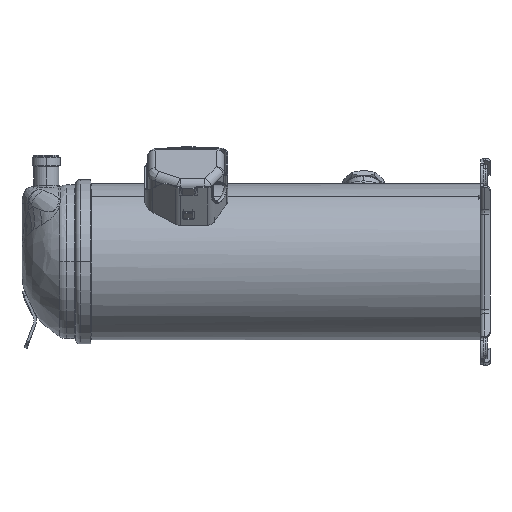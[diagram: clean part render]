
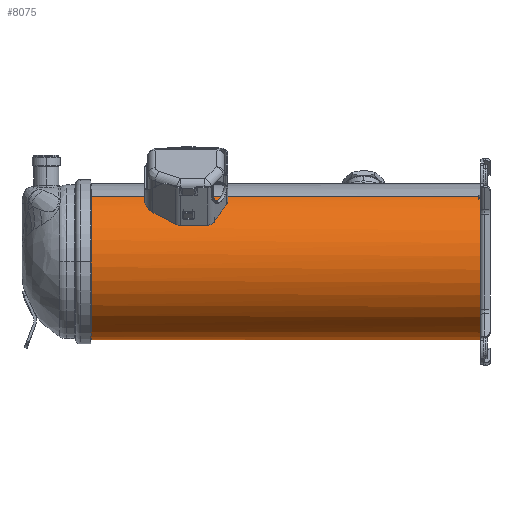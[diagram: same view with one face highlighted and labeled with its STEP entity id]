
A CAD part, left-side view. The second image highlights one B-rep face of the part: STEP entity #8075.
In plain terms, the highlighted cylindrical face has radius 87.48 mm (diameter 174.96 mm), a partial arc.
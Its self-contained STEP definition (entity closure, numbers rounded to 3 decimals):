
#6462=CARTESIAN_POINT('',(0.,0.,0.));
#6463=DIRECTION('',(0.,1.,0.));
#6464=DIRECTION('',(1.,0.,0.));
#6465=AXIS2_PLACEMENT_3D('',#6462,#6463,#6464);
#6495=CARTESIAN_POINT('',(0.,436.1,0.));
#6496=DIRECTION('',(0.,1.,0.));
#6497=DIRECTION('',(1.,0.,0.));
#6498=AXIS2_PLACEMENT_3D('',#6495,#6496,#6497);
#6500=CARTESIAN_POINT('',(-87.48,368.251,
0.));
#6501=CARTESIAN_POINT('',(-87.48,368.252,
-1.46));
#6502=CARTESIAN_POINT('',(-87.409,368.216,
-4.556));
#6503=CARTESIAN_POINT('',(-86.98,367.737,
-9.88));
#6504=CARTESIAN_POINT('',(-86.173,366.217,
-15.372));
#6505=CARTESIAN_POINT('',(-85.175,363.669,
-20.115));
#6506=CARTESIAN_POINT('',(-84.122,360.22,
-24.105));
#6507=CARTESIAN_POINT('',(-83.114,355.831,
-27.345));
#6508=CARTESIAN_POINT('',(-82.312,350.687,
-29.641));
#6509=CARTESIAN_POINT('',(-81.848,344.995,
-30.883));
#6510=CARTESIAN_POINT('',(-81.808,339.114,
-30.987));
#6511=CARTESIAN_POINT('',(-82.198,333.367,
-29.952));
#6512=CARTESIAN_POINT('',(-82.947,328.102,
-27.839));
#6513=CARTESIAN_POINT('',(-83.926,323.569,
-24.772));
#6514=CARTESIAN_POINT('',(-84.985,319.931,
-20.893));
#6515=CARTESIAN_POINT('',(-85.991,317.239,
-16.338));
#6516=CARTESIAN_POINT('',(-86.87,315.463,
-10.868));
#6517=CARTESIAN_POINT('',(-87.4,314.82,
-4.948));
#6518=CARTESIAN_POINT('',(-87.48,314.787,
-1.597));
#6519=CARTESIAN_POINT('',(-87.48,314.789,
0.));
#6521=CARTESIAN_POINT('',(0.,2.,0.));
#6522=DIRECTION('',(0.,1.,0.));
#6523=DIRECTION('',(-0.999,0.,-0.046));
#6524=AXIS2_PLACEMENT_3D('',#6521,#6522,#6523);
#6526=DIRECTION('',(0.,1.,0.));
#6527=VECTOR('',#6526,2.);
#6528=CARTESIAN_POINT('',(-87.389,0.,-4.));
#6529=LINE('',#6528,#6527);
#6530=DIRECTION('',(0.,1.,0.));
#6531=VECTOR('',#6530,436.1);
#6532=CARTESIAN_POINT('',(87.48,0.,0.));
#6533=LINE('',#6532,#6531);
#7132=DIRECTION('',(0.,1.,0.));
#7133=VECTOR('',#7132,312.789);
#7134=CARTESIAN_POINT('',(-87.48,2.,0.));
#7135=LINE('',#7134,#7133);
#7136=CARTESIAN_POINT('',(-87.48,314.789,
0.));
#7155=CARTESIAN_POINT('',(-87.48,368.251,
0.));
#7157=DIRECTION('',(0.,1.,0.));
#7158=VECTOR('',#7157,67.849);
#7159=CARTESIAN_POINT('',(-87.48,368.251,
0.));
#7160=LINE('',#7159,#7158);
#7885=VERTEX_POINT('',#7136);
#7886=VERTEX_POINT('',#7155);
#7941=CARTESIAN_POINT('',(87.48,436.1,0.));
#7942=CARTESIAN_POINT('',(-87.48,436.1,0.));
#7943=VERTEX_POINT('',#7941);
#7944=VERTEX_POINT('',#7942);
#7953=CARTESIAN_POINT('',(87.48,0.,0.));
#7954=VERTEX_POINT('',#7953);
#7959=CARTESIAN_POINT('',(-87.48,2.,0.));
#7960=VERTEX_POINT('',#7959);
#7963=CARTESIAN_POINT('',(-87.389,0.,-4.));
#7964=CARTESIAN_POINT('',(-87.389,2.,-4.));
#7965=VERTEX_POINT('',#7963);
#7966=VERTEX_POINT('',#7964);
#8054=CARTESIAN_POINT('',(0.,0.,0.));
#8055=DIRECTION('',(0.,1.,0.));
#8056=DIRECTION('',(1.,0.,0.));
#8057=AXIS2_PLACEMENT_3D('',#8054,#8055,#8056);
#8058=CYLINDRICAL_SURFACE('',#8057,87.48);
#8060=ORIENTED_EDGE('',*,*,#8059,.T.);
#8062=ORIENTED_EDGE('',*,*,#8061,.F.);
#8064=ORIENTED_EDGE('',*,*,#8063,.T.);
#8066=ORIENTED_EDGE('',*,*,#8065,.F.);
#8068=ORIENTED_EDGE('',*,*,#8067,.F.);
#8069=ORIENTED_EDGE('',*,*,#8047,.F.);
#8070=ORIENTED_EDGE('',*,*,#8010,.F.);
#8072=ORIENTED_EDGE('',*,*,#8071,.T.);
#8073=EDGE_LOOP('',(#8060,#8062,#8064,#8066,#8068,#8069,#8070,#8072));
#8074=FACE_OUTER_BOUND('',#8073,.F.);
#8075=ADVANCED_FACE('',(#8074),#8058,.T.);
#6466=CIRCLE('',#6465,87.48);
#6499=CIRCLE('',#6498,87.48);
#6520=B_SPLINE_CURVE_WITH_KNOTS('',3,(#6500,#6501,#6502,#6503,#6504,#6505,#6506,
#6507,#6508,#6509,#6510,#6511,#6512,#6513,#6514,#6515,#6516,#6517,#6518,#6519),
.UNSPECIFIED.,.F.,.F.,(4,1,1,1,1,1,1,1,1,1,1,1,1,1,1,1,1,4),(0.,
0.059,0.118,0.176,0.235,
0.294,0.353,0.412,0.471,
0.529,0.588,0.647,0.706,
0.765,0.824,0.882,0.941,1.),
.UNSPECIFIED.);
#6525=CIRCLE('',#6524,87.48);
#8010=EDGE_CURVE('',#7954,#7965,#6466,.T.);
#8047=EDGE_CURVE('',#7965,#7966,#6529,.T.);
#8059=EDGE_CURVE('',#7943,#7944,#6499,.T.);
#8061=EDGE_CURVE('',#7886,#7944,#7160,.T.);
#8063=EDGE_CURVE('',#7886,#7885,#6520,.T.);
#8065=EDGE_CURVE('',#7960,#7885,#7135,.T.);
#8067=EDGE_CURVE('',#7966,#7960,#6525,.T.);
#8071=EDGE_CURVE('',#7954,#7943,#6533,.T.);
